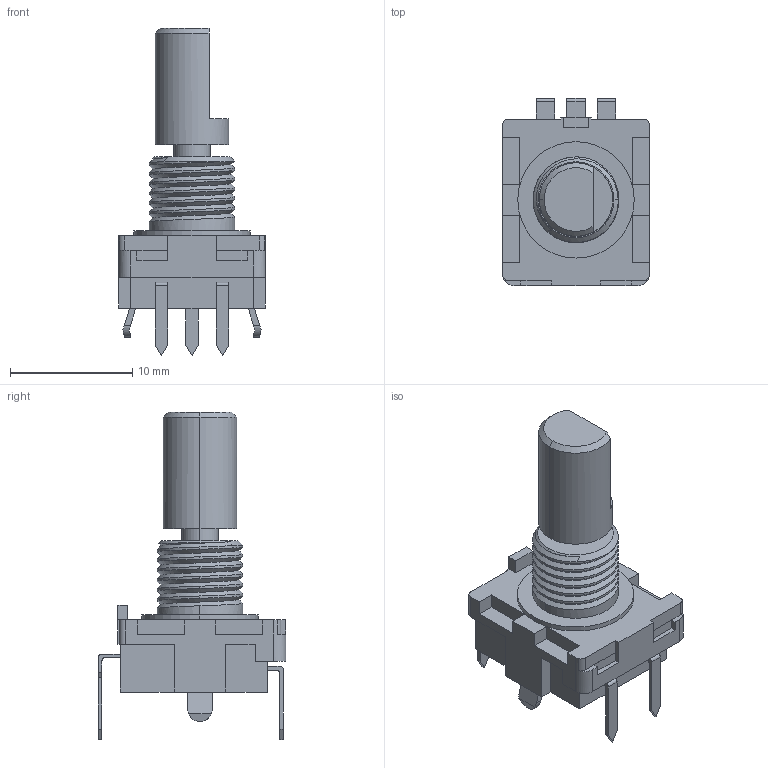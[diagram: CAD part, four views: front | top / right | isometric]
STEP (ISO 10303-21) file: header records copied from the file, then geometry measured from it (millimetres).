
FILE_DESCRIPTION (( 'STEP AP214' ), '1' );
FILE_NAME ('BA8F4168-FCD5-4E42-B477-5AC02BB75B85.STEP', '2023-01-27T19:44:27', ( '' ), ( '' ), 'SwSTEP 2.0', 'SolidWorks 2022', '' );
FILE_SCHEMA (( 'AUTOMOTIVE_DESIGN' ));
Length unit declared in the file: millimetre
Products named in the file (1): BA8F4168-FCD5-4E42-B477-5AC02BB75B85
Bounding box: 12 x 15.3 x 26.75 mm (x, y, z)
Volume: 1318.8 mm3; surface area: 1160.1 mm2
Topology: 1 solids, 1 shells, 176 faces, 490 edges, 327 vertices
Faces by surface type: plane 131, cylinder 39, cone 4, bspline 2
Entity records: 6499 total; most frequent: CARTESIAN_POINT 1965, ORIENTED_EDGE 980, DIRECTION 846, EDGE_CURVE 490, LINE 386, VECTOR 386, VERTEX_POINT 327, AXIS2_PLACEMENT_3D 230
